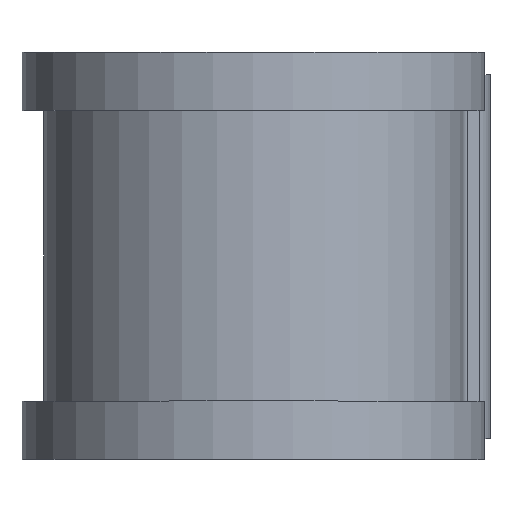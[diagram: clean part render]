
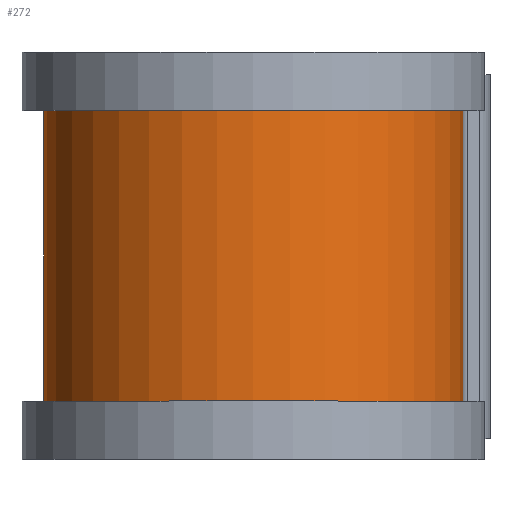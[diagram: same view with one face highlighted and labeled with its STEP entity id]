
A CAD part, top view. The second image highlights one B-rep face of the part: STEP entity #272.
In plain terms, the highlighted cylindrical face has radius 14.643 mm (diameter 29.286 mm), a partial arc.
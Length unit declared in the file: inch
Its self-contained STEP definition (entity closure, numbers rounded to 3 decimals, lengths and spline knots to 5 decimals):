
#13 = AXIS2_PLACEMENT_3D ( 'NONE', #705, #845, #790 ) ;
#133 = LINE ( 'NONE', #943, #1205 ) ;
#141 = ORIENTED_EDGE ( 'NONE', *, *, #1141, .T. ) ;
#238 = AXIS2_PLACEMENT_3D ( 'NONE', #1448, #1441, #1431 ) ;
#272 = ADVANCED_FACE ( 'NONE', ( #1533 ), #395, .T. ) ;
#282 = VERTEX_POINT ( 'NONE', #973 ) ;
#395 = CYLINDRICAL_SURFACE ( 'NONE', #13, 0.5765 ) ;
#457 = CIRCLE ( 'NONE', #835, 0.5765 ) ;
#510 = CIRCLE ( 'NONE', #238, 0.5765 ) ;
#547 = VERTEX_POINT ( 'NONE', #806 ) ;
#601 = EDGE_CURVE ( 'NONE', #547, #665, #935, .T. ) ;
#665 = VERTEX_POINT ( 'NONE', #1096 ) ;
#705 = CARTESIAN_POINT ( 'NONE',  ( 0., 0.5, 0. ) ) ;
#760 = CARTESIAN_POINT ( 'NONE',  ( 0., 0.5, -0.5765 ) ) ;
#790 = DIRECTION ( 'NONE',  ( 0., 0., -1. ) ) ;
#806 = CARTESIAN_POINT ( 'NONE',  ( 0., 0.4, -0.5765 ) ) ;
#835 = AXIS2_PLACEMENT_3D ( 'NONE', #1039, #1034, #1025 ) ;
#845 = DIRECTION ( 'NONE',  ( 0., -1., 0. ) ) ;
#924 = ORIENTED_EDGE ( 'NONE', *, *, #1115, .F. ) ;
#927 = EDGE_LOOP ( 'NONE', ( #1087, #141, #1223, #924 ) ) ;
#935 = LINE ( 'NONE', #760, #1032 ) ;
#943 = CARTESIAN_POINT ( 'NONE',  ( 0.5765, 0.5, 0. ) ) ;
#973 = CARTESIAN_POINT ( 'NONE',  ( 0.5765, 0.4, 0. ) ) ;
#1025 = DIRECTION ( 'NONE',  ( 0., 0., -1. ) ) ;
#1032 = VECTOR ( 'NONE', #1428, 39.37008 ) ;
#1034 = DIRECTION ( 'NONE',  ( 0., -1., 0. ) ) ;
#1039 = CARTESIAN_POINT ( 'NONE',  ( 0., 0.4, 0. ) ) ;
#1085 = VERTEX_POINT ( 'NONE', #1574 ) ;
#1087 = ORIENTED_EDGE ( 'NONE', *, *, #1750, .F. ) ;
#1093 = DIRECTION ( 'NONE',  ( 0., -1., 0. ) ) ;
#1096 = CARTESIAN_POINT ( 'NONE',  ( 0., -0.4, -0.5765 ) ) ;
#1115 = EDGE_CURVE ( 'NONE', #1085, #665, #510, .T. ) ;
#1141 = EDGE_CURVE ( 'NONE', #282, #547, #457, .T. ) ;
#1205 = VECTOR ( 'NONE', #1093, 39.37008 ) ;
#1223 = ORIENTED_EDGE ( 'NONE', *, *, #601, .T. ) ;
#1428 = DIRECTION ( 'NONE',  ( 0., -1., 0. ) ) ;
#1431 = DIRECTION ( 'NONE',  ( 0., 0., -1. ) ) ;
#1441 = DIRECTION ( 'NONE',  ( 0., -1., 0. ) ) ;
#1448 = CARTESIAN_POINT ( 'NONE',  ( 0., -0.4, 0. ) ) ;
#1533 = FACE_OUTER_BOUND ( 'NONE', #927, .T. ) ;
#1574 = CARTESIAN_POINT ( 'NONE',  ( 0.5765, -0.4, 0. ) ) ;
#1750 = EDGE_CURVE ( 'NONE', #282, #1085, #133, .T. ) ;
